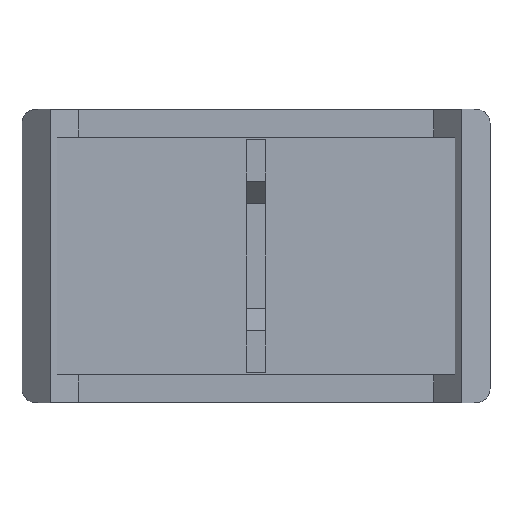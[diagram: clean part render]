
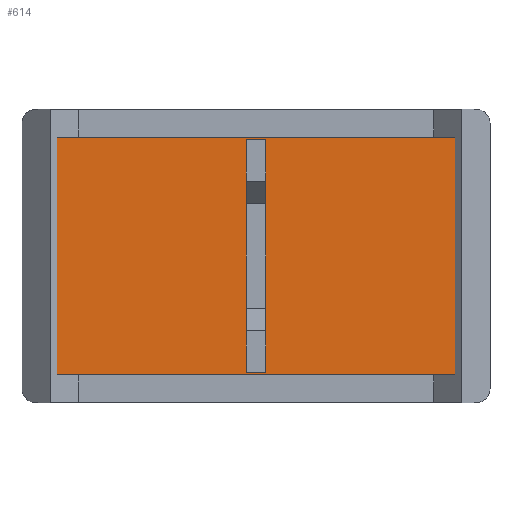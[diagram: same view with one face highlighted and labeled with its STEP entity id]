
A CAD part, top view. The second image highlights one B-rep face of the part: STEP entity #614.
In plain terms, the highlighted planar face has unit normal (0, 0, 1).
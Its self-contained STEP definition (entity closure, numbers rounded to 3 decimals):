
#19=FACE_BOUND('',#90,.T.);
#52=FACE_OUTER_BOUND('',#89,.T.);
#89=EDGE_LOOP('',(#489,#490,#491,#492));
#90=EDGE_LOOP('',(#493,#494,#495,#496));
#155=LINE('',#969,#225);
#157=LINE('',#974,#227);
#172=LINE('',#1002,#242);
#173=LINE('',#1006,#243);
#174=LINE('',#1008,#244);
#175=LINE('',#1010,#245);
#176=LINE('',#1011,#246);
#177=LINE('',#1012,#247);
#225=VECTOR('',#794,10.);
#227=VECTOR('',#798,10.);
#242=VECTOR('',#819,10.);
#243=VECTOR('',#822,10.);
#244=VECTOR('',#823,10.);
#245=VECTOR('',#824,10.);
#246=VECTOR('',#825,10.);
#247=VECTOR('',#826,10.);
#290=VERTEX_POINT('',#963);
#292=VERTEX_POINT('',#967);
#293=VERTEX_POINT('',#971);
#302=VERTEX_POINT('',#995);
#305=VERTEX_POINT('',#1004);
#306=VERTEX_POINT('',#1005);
#307=VERTEX_POINT('',#1007);
#308=VERTEX_POINT('',#1009);
#359=EDGE_CURVE('',#290,#292,#155,.T.);
#361=EDGE_CURVE('',#292,#293,#157,.T.);
#376=EDGE_CURVE('',#302,#290,#172,.T.);
#377=EDGE_CURVE('',#305,#306,#173,.T.);
#378=EDGE_CURVE('',#306,#307,#174,.T.);
#379=EDGE_CURVE('',#307,#308,#175,.T.);
#380=EDGE_CURVE('',#308,#305,#176,.T.);
#381=EDGE_CURVE('',#293,#302,#177,.T.);
#489=ORIENTED_EDGE('',*,*,#377,.T.);
#490=ORIENTED_EDGE('',*,*,#378,.T.);
#491=ORIENTED_EDGE('',*,*,#379,.T.);
#492=ORIENTED_EDGE('',*,*,#380,.T.);
#493=ORIENTED_EDGE('',*,*,#359,.T.);
#494=ORIENTED_EDGE('',*,*,#361,.T.);
#495=ORIENTED_EDGE('',*,*,#381,.T.);
#496=ORIENTED_EDGE('',*,*,#376,.T.);
#583=PLANE('',#683);
#614=ADVANCED_FACE('',(#52,#19),#583,.T.);
#683=AXIS2_PLACEMENT_3D('',#1003,#820,#821);
#794=DIRECTION('',(1.,0.,0.));
#798=DIRECTION('',(0.,-1.,0.));
#819=DIRECTION('',(0.,1.,0.));
#820=DIRECTION('center_axis',(0.,0.,
1.));
#821=DIRECTION('ref_axis',(1.,0.,0.));
#822=DIRECTION('',(-1.,0.,0.));
#823=DIRECTION('',(0.,-1.,0.));
#824=DIRECTION('',(1.,0.,0.));
#825=DIRECTION('',(0.,1.,0.));
#826=DIRECTION('',(-1.,0.,0.));
#963=CARTESIAN_POINT('',(-1.4,16.7,1.5));
#967=CARTESIAN_POINT('',(1.4,16.7,1.5));
#969=CARTESIAN_POINT('',(0.,16.7,1.5));
#971=CARTESIAN_POINT('',(1.4,-16.7,1.5));
#974=CARTESIAN_POINT('',(1.4,0.,1.5));
#995=CARTESIAN_POINT('',(-1.4,-16.7,1.5));
#1002=CARTESIAN_POINT('',(-1.4,0.,1.5));
#1003=CARTESIAN_POINT('Origin',(0.,0.,1.5));
#1004=CARTESIAN_POINT('',(28.5,17.,1.5));
#1005=CARTESIAN_POINT('',(-28.5,17.,1.5));
#1006=CARTESIAN_POINT('',(28.5,17.,1.5));
#1007=CARTESIAN_POINT('',(-28.5,-17.,1.5));
#1008=CARTESIAN_POINT('',(-28.5,17.,1.5));
#1009=CARTESIAN_POINT('',(28.5,-17.,1.5));
#1010=CARTESIAN_POINT('',(-28.5,-17.,1.5));
#1011=CARTESIAN_POINT('',(28.5,-17.,1.5));
#1012=CARTESIAN_POINT('',(0.,-16.7,1.5));
